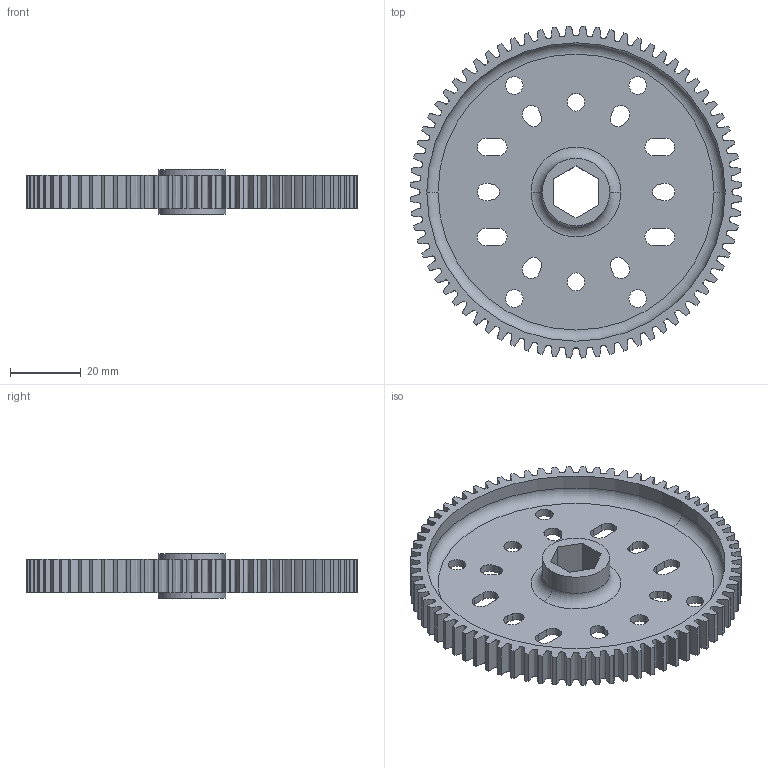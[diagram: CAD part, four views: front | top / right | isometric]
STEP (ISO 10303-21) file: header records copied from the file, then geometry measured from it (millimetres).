
FILE_DESCRIPTION (( 'STEP AP214' ), '1' );
FILE_NAME ('WCP-1433 Rev1.step', '2024-01-26T20:55:02', ( '' ), ( '' ), 'SwSTEP 2.0', 'SolidWorks 2022', '' );
FILE_SCHEMA (( 'AUTOMOTIVE_DESIGN' ));
Length unit declared in the file: inch
Products named in the file (1): WCP-1433 Rev1
Bounding box: 93.93 x 93.93 x 12.65 mm (x, y, z)
Volume: 24663.9 mm3; surface area: 20875.8 mm2
Topology: 1 solids, 1 shells, 368 faces, 1043 edges, 694 vertices
Faces by surface type: plane 135, cylinder 121, bspline 108, torus 4
Entity records: 34617 total; most frequent: CARTESIAN_POINT 25446, ORIENTED_EDGE 2086, DIRECTION 1599, EDGE_CURVE 1043, VERTEX_POINT 694, VECTOR 577, LINE 577, AXIS2_PLACEMENT_3D 511
